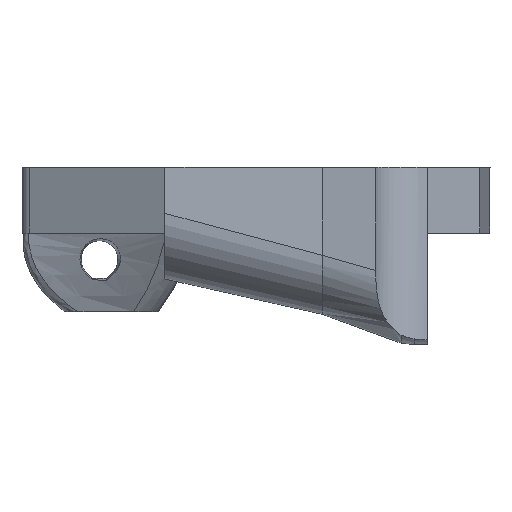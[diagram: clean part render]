
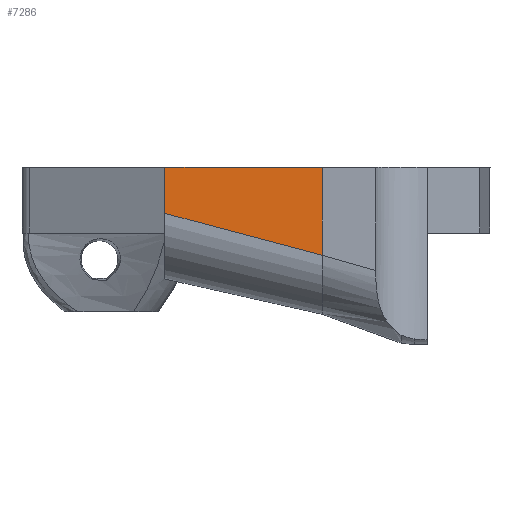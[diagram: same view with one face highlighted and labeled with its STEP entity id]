
A CAD part, left-side view. The second image highlights one B-rep face of the part: STEP entity #7286.
In plain terms, the highlighted free-form (B-spline) face has degree [1, 1] with [2, 2] control points.
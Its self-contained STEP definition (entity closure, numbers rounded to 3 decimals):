
#285 = B_SPLINE_SURFACE_WITH_KNOTS('',1,1,(
    (#286,#287)
    ,(#288,#289
  )),.UNSPECIFIED.,.F.,.F.,.F.,(2,2),(2,2),(0.,16.),(0.,1.),
  .PIECEWISE_BEZIER_KNOTS.);
#286 = CARTESIAN_POINT('',(-42.7,14.,-26.));
#287 = CARTESIAN_POINT('',(-43.,26.,-26.));
#288 = CARTESIAN_POINT('',(-58.5,14.,-26.));
#289 = CARTESIAN_POINT('',(-59.,26.,-26.));
#2529 = B_SPLINE_SURFACE_WITH_KNOTS('',1,1,(
    (#2530,#2531)
    ,(#2532,#2533
    )),.UNSPECIFIED.,.F.,.F.,.F.,(2,2),(2,2),(0.,8.4),(0.,1.),
  .PIECEWISE_BEZIER_KNOTS.);
#2530 = CARTESIAN_POINT('',(-59.,8.,-26.));
#2531 = CARTESIAN_POINT('',(-58.5,14.,-26.));
#2532 = CARTESIAN_POINT('',(-59.,8.,-34.4));
#2533 = CARTESIAN_POINT('',(-58.5,14.,-32.7));
#2550 = VERTEX_POINT('',#2551);
#2551 = CARTESIAN_POINT('',(-58.5,14.,-26.));
#2596 = EDGE_CURVE('',#2550,#2597,#2599,.T.);
#2597 = VERTEX_POINT('',#2598);
#2598 = CARTESIAN_POINT('',(-59.,26.,-26.));
#2599 = SURFACE_CURVE('',#2600,(#2603,#2610),.PCURVE_S1.);
#2600 = B_SPLINE_CURVE_WITH_KNOTS('',1,(#2601,#2602),.UNSPECIFIED.,.F.,
  .F.,(2,2),(0.,1.),.PIECEWISE_BEZIER_KNOTS.);
#2601 = CARTESIAN_POINT('',(-58.5,14.,-26.));
#2602 = CARTESIAN_POINT('',(-59.,26.,-26.));
#2603 = PCURVE('',#285,#2604);
#2604 = DEFINITIONAL_REPRESENTATION('',(#2605),#2609);
#2605 = LINE('',#2606,#2607);
#2606 = CARTESIAN_POINT('',(16.,0.));
#2607 = VECTOR('',#2608,1.);
#2608 = DIRECTION('',(0.,1.));
#2609 = ( GEOMETRIC_REPRESENTATION_CONTEXT(2) 
PARAMETRIC_REPRESENTATION_CONTEXT() REPRESENTATION_CONTEXT('2D SPACE',''
  ) );
#2610 = PCURVE('',#2611,#2616);
#2611 = B_SPLINE_SURFACE_WITH_KNOTS('',1,1,(
    (#2612,#2613)
    ,(#2614,#2615
    )),.UNSPECIFIED.,.F.,.F.,.F.,(2,2),(2,2),(0.,6.7),(0.,1.),
  .PIECEWISE_BEZIER_KNOTS.);
#2612 = CARTESIAN_POINT('',(-58.5,14.,-26.));
#2613 = CARTESIAN_POINT('',(-59.,26.,-26.));
#2614 = CARTESIAN_POINT('',(-58.5,14.,-32.7));
#2615 = CARTESIAN_POINT('',(-59.,26.,-29.5));
#2616 = DEFINITIONAL_REPRESENTATION('',(#2617),#2621);
#2617 = LINE('',#2618,#2619);
#2618 = CARTESIAN_POINT('',(0.,0.));
#2619 = VECTOR('',#2620,1.);
#2620 = DIRECTION('',(0.,1.));
#2621 = ( GEOMETRIC_REPRESENTATION_CONTEXT(2) 
PARAMETRIC_REPRESENTATION_CONTEXT() REPRESENTATION_CONTEXT('2D SPACE',''
  ) );
#2637 = PLANE('',#2638);
#2638 = AXIS2_PLACEMENT_3D('',#2639,#2640,#2641);
#2639 = CARTESIAN_POINT('',(-51.134,26.,
    -29.441));
#2640 = DIRECTION('',(0.,-1.,0.));
#2641 = DIRECTION('',(0.,0.,-1.));
#6837 = VERTEX_POINT('',#6838);
#6838 = CARTESIAN_POINT('',(-58.5,14.,-32.7));
#6858 = EDGE_CURVE('',#2550,#6837,#6859,.T.);
#6859 = SURFACE_CURVE('',#6860,(#6864,#6870),.PCURVE_S1.);
#6860 = LINE('',#6861,#6862);
#6861 = CARTESIAN_POINT('',(-58.5,14.,-26.));
#6862 = VECTOR('',#6863,1.);
#6863 = DIRECTION('',(0.,0.,-1.));
#6864 = PCURVE('',#2529,#6865);
#6865 = DEFINITIONAL_REPRESENTATION('',(#6866),#6869);
#6866 = B_SPLINE_CURVE_WITH_KNOTS('',1,(#6867,#6868),.UNSPECIFIED.,.F.,
  .F.,(2,2),(0.,6.7),.PIECEWISE_BEZIER_KNOTS.);
#6867 = CARTESIAN_POINT('',(0.,1.));
#6868 = CARTESIAN_POINT('',(8.4,1.));
#6869 = ( GEOMETRIC_REPRESENTATION_CONTEXT(2) 
PARAMETRIC_REPRESENTATION_CONTEXT() REPRESENTATION_CONTEXT('2D SPACE',''
  ) );
#6870 = PCURVE('',#2611,#6871);
#6871 = DEFINITIONAL_REPRESENTATION('',(#6872),#6876);
#6872 = LINE('',#6873,#6874);
#6873 = CARTESIAN_POINT('',(0.,0.));
#6874 = VECTOR('',#6875,1.);
#6875 = DIRECTION('',(1.,0.));
#6876 = ( GEOMETRIC_REPRESENTATION_CONTEXT(2) 
PARAMETRIC_REPRESENTATION_CONTEXT() REPRESENTATION_CONTEXT('2D SPACE',''
  ) );
#6948 = B_SPLINE_SURFACE_WITH_KNOTS('',8,1,(
    (#6949,#6950)
    ,(#6951,#6952)
    ,(#6953,#6954)
    ,(#6955,#6956)
    ,(#6957,#6958)
    ,(#6959,#6960)
    ,(#6961,#6962)
    ,(#6963,#6964)
    ,(#6965,#6966
    )),.UNSPECIFIED.,.F.,.F.,.F.,(9,9),(2,2),(4.712,
    6.283),(0.,1.),.PIECEWISE_BEZIER_KNOTS.);
#6949 = CARTESIAN_POINT('',(-58.5,14.,-32.7));
#6950 = CARTESIAN_POINT('',(-59.,26.,-29.5));
#6951 = CARTESIAN_POINT('',(-58.5,14.,-33.584));
#6952 = CARTESIAN_POINT('',(-59.,26.,-30.482));
#6953 = CARTESIAN_POINT('',(-58.302,14.,
    -34.467));
#6954 = CARTESIAN_POINT('',(-58.78,26.,
    -31.463));
#6955 = CARTESIAN_POINT('',(-57.905,14.,
    -35.299));
#6956 = CARTESIAN_POINT('',(-58.339,26.,
    -32.388));
#6957 = CARTESIAN_POINT('',(-57.327,14.,
    -36.027));
#6958 = CARTESIAN_POINT('',(-57.696,26.,-33.196));
#6959 = CARTESIAN_POINT('',(-56.599,14.,
    -36.605));
#6960 = CARTESIAN_POINT('',(-56.888,26.,
    -33.839));
#6961 = CARTESIAN_POINT('',(-55.767,14.,
    -37.002));
#6962 = CARTESIAN_POINT('',(-55.963,26.,
    -34.28));
#6963 = CARTESIAN_POINT('',(-54.884,14.,
    -37.2));
#6964 = CARTESIAN_POINT('',(-54.982,26.,
    -34.5));
#6965 = CARTESIAN_POINT('',(-54.,14.,-37.2));
#6966 = CARTESIAN_POINT('',(-54.,26.,-34.5));
#7005 = EDGE_CURVE('',#2597,#7006,#7008,.T.);
#7006 = VERTEX_POINT('',#7007);
#7007 = CARTESIAN_POINT('',(-59.,26.,-29.5));
#7008 = SURFACE_CURVE('',#7009,(#7013,#7020),.PCURVE_S1.);
#7009 = LINE('',#7010,#7011);
#7010 = CARTESIAN_POINT('',(-59.,26.,-26.));
#7011 = VECTOR('',#7012,1.);
#7012 = DIRECTION('',(0.,0.,-1.));
#7013 = PCURVE('',#2637,#7014);
#7014 = DEFINITIONAL_REPRESENTATION('',(#7015),#7019);
#7015 = LINE('',#7016,#7017);
#7016 = CARTESIAN_POINT('',(-3.441,-7.866));
#7017 = VECTOR('',#7018,1.);
#7018 = DIRECTION('',(1.,0.));
#7019 = ( GEOMETRIC_REPRESENTATION_CONTEXT(2) 
PARAMETRIC_REPRESENTATION_CONTEXT() REPRESENTATION_CONTEXT('2D SPACE',''
  ) );
#7020 = PCURVE('',#2611,#7021);
#7021 = DEFINITIONAL_REPRESENTATION('',(#7022),#7025);
#7022 = B_SPLINE_CURVE_WITH_KNOTS('',1,(#7023,#7024),.UNSPECIFIED.,.F.,
  .F.,(2,2),(0.,3.5),.PIECEWISE_BEZIER_KNOTS.);
#7023 = CARTESIAN_POINT('',(0.,1.));
#7024 = CARTESIAN_POINT('',(6.7,1.));
#7025 = ( GEOMETRIC_REPRESENTATION_CONTEXT(2) 
PARAMETRIC_REPRESENTATION_CONTEXT() REPRESENTATION_CONTEXT('2D SPACE',''
  ) );
#7286 = ADVANCED_FACE('',(#7287),#2611,.F.);
#7287 = FACE_BOUND('',#7288,.F.);
#7288 = EDGE_LOOP('',(#7289,#7290,#7310,#7311));
#7289 = ORIENTED_EDGE('',*,*,#6858,.T.);
#7290 = ORIENTED_EDGE('',*,*,#7291,.T.);
#7291 = EDGE_CURVE('',#6837,#7006,#7292,.T.);
#7292 = SURFACE_CURVE('',#7293,(#7296,#7303),.PCURVE_S1.);
#7293 = B_SPLINE_CURVE_WITH_KNOTS('',1,(#7294,#7295),.UNSPECIFIED.,.F.,
  .F.,(2,2),(0.,1.),.PIECEWISE_BEZIER_KNOTS.);
#7294 = CARTESIAN_POINT('',(-58.5,14.,-32.7));
#7295 = CARTESIAN_POINT('',(-59.,26.,-29.5));
#7296 = PCURVE('',#2611,#7297);
#7297 = DEFINITIONAL_REPRESENTATION('',(#7298),#7302);
#7298 = LINE('',#7299,#7300);
#7299 = CARTESIAN_POINT('',(6.7,0.));
#7300 = VECTOR('',#7301,1.);
#7301 = DIRECTION('',(0.,1.));
#7302 = ( GEOMETRIC_REPRESENTATION_CONTEXT(2) 
PARAMETRIC_REPRESENTATION_CONTEXT() REPRESENTATION_CONTEXT('2D SPACE',''
  ) );
#7303 = PCURVE('',#6948,#7304);
#7304 = DEFINITIONAL_REPRESENTATION('',(#7305),#7309);
#7305 = LINE('',#7306,#7307);
#7306 = CARTESIAN_POINT('',(4.712,0.));
#7307 = VECTOR('',#7308,1.);
#7308 = DIRECTION('',(0.,1.));
#7309 = ( GEOMETRIC_REPRESENTATION_CONTEXT(2) 
PARAMETRIC_REPRESENTATION_CONTEXT() REPRESENTATION_CONTEXT('2D SPACE',''
  ) );
#7310 = ORIENTED_EDGE('',*,*,#7005,.F.);
#7311 = ORIENTED_EDGE('',*,*,#2596,.F.);
